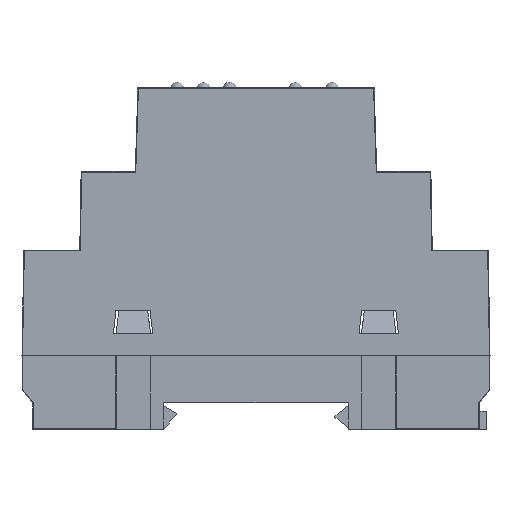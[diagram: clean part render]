
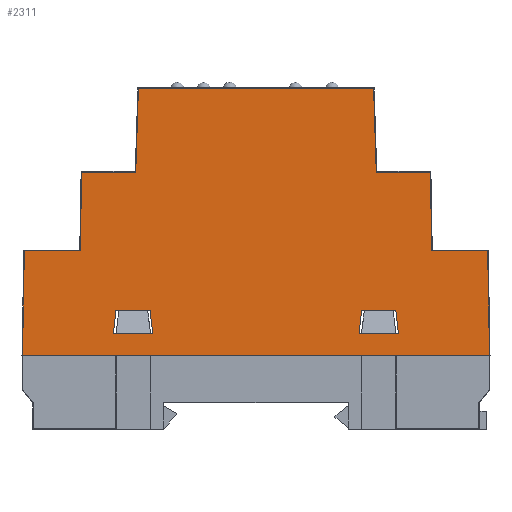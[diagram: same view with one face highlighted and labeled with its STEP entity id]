
A CAD part, left-side view. The second image highlights one B-rep face of the part: STEP entity #2311.
In plain terms, the highlighted planar face has unit normal (-1, 0, 0).
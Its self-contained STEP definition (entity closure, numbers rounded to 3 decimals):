
#2311=ADVANCED_FACE('',(#12704,#12706,#12708),#12710,.T.);
#12704=FACE_BOUND('',#12705,.T.);
#12705=EDGE_LOOP('',(#25102,#25103,#25104,#25105,#25106,#25107,#25108,#25109,#25110,
#25111,#25112,#25113,#25114,#25115));
#12706=FACE_BOUND('',#12707,.T.);
#12707=EDGE_LOOP('',(#25116,#25117,#25118,#25119));
#12708=FACE_BOUND('',#12709,.T.);
#12709=EDGE_LOOP('',(#25120,#25121,#25122,#25123));
#12710=PLANE('',#12711);
#12711=AXIS2_PLACEMENT_3D('',#12712,#12713,#12714);
#12712=CARTESIAN_POINT('',(-52.,44.571,0.));
#12713=DIRECTION('',(-1.,0.,0.));
#12714=DIRECTION('',(0.,-1.,0.));
#25102=ORIENTED_EDGE('',*,*,#35817,.T.);
#25103=ORIENTED_EDGE('',*,*,#35818,.T.);
#25104=ORIENTED_EDGE('',*,*,#35819,.F.);
#25105=ORIENTED_EDGE('',*,*,#35820,.T.);
#25106=ORIENTED_EDGE('',*,*,#35821,.F.);
#25107=ORIENTED_EDGE('',*,*,#35711,.T.);
#25108=ORIENTED_EDGE('',*,*,#35724,.F.);
#25109=ORIENTED_EDGE('',*,*,#35822,.T.);
#25110=ORIENTED_EDGE('',*,*,#35823,.F.);
#25111=ORIENTED_EDGE('',*,*,#35824,.T.);
#25112=ORIENTED_EDGE('',*,*,#35825,.T.);
#25113=ORIENTED_EDGE('',*,*,#35826,.F.);
#25114=ORIENTED_EDGE('',*,*,#35827,.F.);
#25115=ORIENTED_EDGE('',*,*,#35828,.F.);
#25116=ORIENTED_EDGE('',*,*,#35829,.T.);
#25117=ORIENTED_EDGE('',*,*,#35830,.T.);
#25118=ORIENTED_EDGE('',*,*,#35831,.T.);
#25119=ORIENTED_EDGE('',*,*,#35832,.T.);
#25120=ORIENTED_EDGE('',*,*,#35833,.T.);
#25121=ORIENTED_EDGE('',*,*,#35834,.T.);
#25122=ORIENTED_EDGE('',*,*,#35835,.T.);
#25123=ORIENTED_EDGE('',*,*,#35836,.T.);
#35711=EDGE_CURVE('',#40384,#40382,#40385,.T.);
#35724=EDGE_CURVE('',#40405,#40382,#40406,.F.);
#35817=EDGE_CURVE('',#40580,#40581,#40582,.F.);
#35818=EDGE_CURVE('',#40581,#40583,#40584,.T.);
#35819=EDGE_CURVE('',#40585,#40583,#40586,.F.);
#35820=EDGE_CURVE('',#40585,#40587,#40588,.T.);
#35821=EDGE_CURVE('',#40384,#40587,#40589,.F.);
#35822=EDGE_CURVE('',#40405,#40590,#40591,.T.);
#35823=EDGE_CURVE('',#40592,#40590,#40593,.F.);
#35824=EDGE_CURVE('',#40592,#40594,#40595,.T.);
#35825=EDGE_CURVE('',#40594,#40596,#40597,.F.);
#35826=EDGE_CURVE('',#40598,#40596,#40599,.F.);
#35827=EDGE_CURVE('',#40600,#40598,#40601,.T.);
#35828=EDGE_CURVE('',#40580,#40600,#40602,.F.);
#35829=EDGE_CURVE('',#40603,#40604,#40605,.F.);
#35830=EDGE_CURVE('',#40604,#40606,#40607,.F.);
#35831=EDGE_CURVE('',#40606,#40608,#40609,.F.);
#35832=EDGE_CURVE('',#40608,#40603,#40610,.F.);
#35833=EDGE_CURVE('',#40611,#40612,#40613,.F.);
#35834=EDGE_CURVE('',#40612,#40614,#40615,.F.);
#35835=EDGE_CURVE('',#40614,#40616,#40617,.F.);
#35836=EDGE_CURVE('',#40616,#40611,#40618,.F.);
#40382=VERTEX_POINT('',#48070);
#40384=VERTEX_POINT('',#48075);
#40385=LINE('',#48076,#48077);
#40405=VERTEX_POINT('',#48126);
#40406=LINE('',#48127,#48128);
#40580=VERTEX_POINT('',#48507);
#40581=VERTEX_POINT('',#48508);
#40582=LINE('',#48509,#48510);
#40583=VERTEX_POINT('',#48512);
#40584=LINE('',#48513,#48514);
#40585=VERTEX_POINT('',#48516);
#40586=LINE('',#48517,#48518);
#40587=VERTEX_POINT('',#48520);
#40588=LINE('',#48521,#48522);
#40589=LINE('',#48524,#48525);
#40590=VERTEX_POINT('',#48527);
#40591=LINE('',#48528,#48529);
#40592=VERTEX_POINT('',#48531);
#40593=LINE('',#48532,#48533);
#40594=VERTEX_POINT('',#48535);
#40595=LINE('',#48536,#48537);
#40596=VERTEX_POINT('',#48539);
#40597=LINE('',#48540,#48541);
#40598=VERTEX_POINT('',#48543);
#40599=LINE('',#48544,#48545);
#40600=VERTEX_POINT('',#48547);
#40601=LINE('',#48548,#48549);
#40602=LINE('',#48551,#48552);
#40603=VERTEX_POINT('',#48554);
#40604=VERTEX_POINT('',#48555);
#40605=LINE('',#48556,#48557);
#40606=VERTEX_POINT('',#48559);
#40607=LINE('',#48560,#48561);
#40608=VERTEX_POINT('',#48563);
#40609=LINE('',#48564,#48565);
#40610=LINE('',#48567,#48568);
#40611=VERTEX_POINT('',#48570);
#40612=VERTEX_POINT('',#48571);
#40613=LINE('',#48572,#48573);
#40614=VERTEX_POINT('',#48575);
#40615=LINE('',#48576,#48577);
#40616=VERTEX_POINT('',#48579);
#40617=LINE('',#48580,#48581);
#40618=LINE('',#48583,#48584);
#48070=CARTESIAN_POINT('',(-52.,-44.471,0.));
#48075=CARTESIAN_POINT('',(-52.,44.471,0.));
#48076=CARTESIAN_POINT('',(-52.,44.471,0.));
#48077=VECTOR('',#48078,1.);
#48078=DIRECTION('',(0.,-1.,0.));
#48126=CARTESIAN_POINT('',(-52.,-44.124,19.9));
#48127=CARTESIAN_POINT('',(-52.,-44.471,0.));
#48128=VECTOR('',#48129,1.);
#48129=DIRECTION('',(0.,0.017,1.));
#48507=CARTESIAN_POINT('',(-52.,22.9,34.999));
#48508=CARTESIAN_POINT('',(-52.,22.9,34.9));
#48509=CARTESIAN_POINT('',(-52.,22.9,34.9));
#48510=VECTOR('',#48511,1.);
#48511=DIRECTION('',(0.,0.,1.));
#48512=CARTESIAN_POINT('',(-52.,33.211,34.9));
#48513=CARTESIAN_POINT('',(-52.,22.9,34.9));
#48514=VECTOR('',#48515,1.);
#48515=DIRECTION('',(0.,1.,0.));
#48516=CARTESIAN_POINT('',(-52.,33.473,19.9));
#48517=CARTESIAN_POINT('',(-52.,33.211,34.9));
#48518=VECTOR('',#48519,1.);
#48519=DIRECTION('',(0.,0.017,-1.));
#48520=CARTESIAN_POINT('',(-52.,44.124,19.9));
#48521=CARTESIAN_POINT('',(-52.,33.473,19.9));
#48522=VECTOR('',#48523,1.);
#48523=DIRECTION('',(0.,1.,0.));
#48524=CARTESIAN_POINT('',(-52.,44.124,19.9));
#48525=VECTOR('',#48526,1.);
#48526=DIRECTION('',(0.,0.017,-1.));
#48527=CARTESIAN_POINT('',(-52.,-33.473,19.9));
#48528=CARTESIAN_POINT('',(-52.,-44.124,19.9));
#48529=VECTOR('',#48530,1.);
#48530=DIRECTION('',(0.,1.,0.));
#48531=CARTESIAN_POINT('',(-52.,-33.211,34.9));
#48532=CARTESIAN_POINT('',(-52.,-33.473,19.9));
#48533=VECTOR('',#48534,1.);
#48534=DIRECTION('',(0.,0.017,1.));
#48535=CARTESIAN_POINT('',(-52.,-22.9,34.9));
#48536=CARTESIAN_POINT('',(-52.,-33.211,34.9));
#48537=VECTOR('',#48538,1.);
#48538=DIRECTION('',(0.,1.,0.));
#48539=CARTESIAN_POINT('',(-52.,-22.9,34.999));
#48540=CARTESIAN_POINT('',(-52.,-22.9,34.999));
#48541=VECTOR('',#48542,1.);
#48542=DIRECTION('',(0.,0.,-1.));
#48543=CARTESIAN_POINT('',(-52.,-22.403,50.9));
#48544=CARTESIAN_POINT('',(-52.,-22.9,34.999));
#48545=VECTOR('',#48546,1.);
#48546=DIRECTION('',(0.,0.031,1.));
#48547=CARTESIAN_POINT('',(-52.,22.403,50.9));
#48548=CARTESIAN_POINT('',(-52.,22.403,50.9));
#48549=VECTOR('',#48550,1.);
#48550=DIRECTION('',(0.,-1.,0.));
#48551=CARTESIAN_POINT('',(-52.,22.403,50.9));
#48552=VECTOR('',#48553,1.);
#48553=DIRECTION('',(0.,0.031,-1.));
#48554=CARTESIAN_POINT('',(-52.,26.677,8.549));
#48555=CARTESIAN_POINT('',(-52.,20.177,8.549));
#48556=CARTESIAN_POINT('',(-52.,20.177,8.549));
#48557=VECTOR('',#48558,1.);
#48558=DIRECTION('',(0.,1.,0.));
#48559=CARTESIAN_POINT('',(-52.,19.677,4.049));
#48560=CARTESIAN_POINT('',(-52.,19.677,4.049));
#48561=VECTOR('',#48562,1.);
#48562=DIRECTION('',(0.,0.11,0.994));
#48563=CARTESIAN_POINT('',(-52.,27.177,4.049));
#48564=CARTESIAN_POINT('',(-52.,27.177,4.049));
#48565=VECTOR('',#48566,1.);
#48566=DIRECTION('',(0.,-1.,0.));
#48567=CARTESIAN_POINT('',(-52.,26.677,8.549));
#48568=VECTOR('',#48569,1.);
#48569=DIRECTION('',(0.,0.11,-0.994));
#48570=CARTESIAN_POINT('',(-52.,-20.123,8.549));
#48571=CARTESIAN_POINT('',(-52.,-26.623,8.549));
#48572=CARTESIAN_POINT('',(-52.,-26.623,8.549));
#48573=VECTOR('',#48574,1.);
#48574=DIRECTION('',(0.,1.,0.));
#48575=CARTESIAN_POINT('',(-52.,-27.123,4.049));
#48576=CARTESIAN_POINT('',(-52.,-27.123,4.049));
#48577=VECTOR('',#48578,1.);
#48578=DIRECTION('',(0.,0.11,0.994));
#48579=CARTESIAN_POINT('',(-52.,-19.623,4.049));
#48580=CARTESIAN_POINT('',(-52.,-19.623,4.049));
#48581=VECTOR('',#48582,1.);
#48582=DIRECTION('',(0.,-1.,0.));
#48583=CARTESIAN_POINT('',(-52.,-20.123,8.549));
#48584=VECTOR('',#48585,1.);
#48585=DIRECTION('',(0.,0.11,-0.994));
